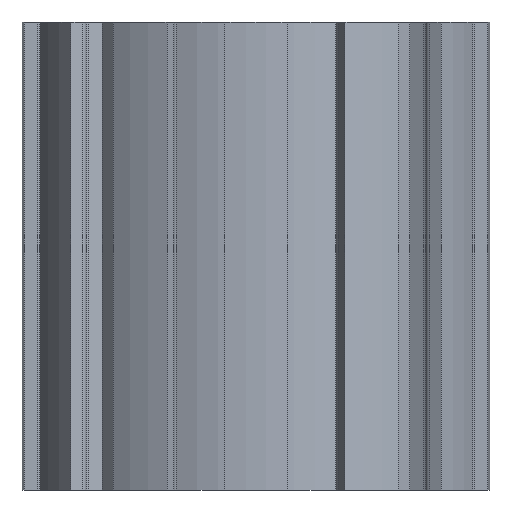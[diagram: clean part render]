
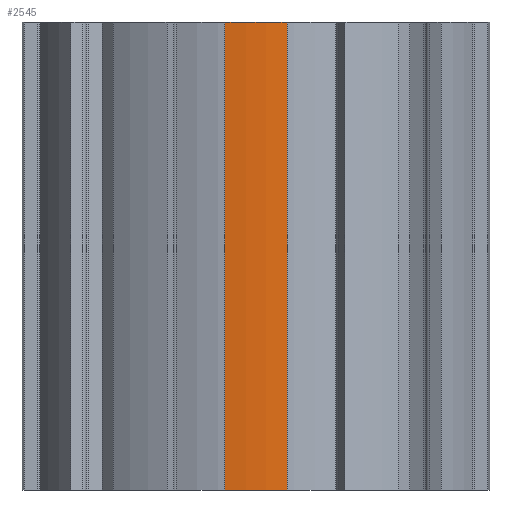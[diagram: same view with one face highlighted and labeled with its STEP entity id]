
A CAD part, front view. The second image highlights one B-rep face of the part: STEP entity #2545.
In plain terms, the highlighted cylindrical face has radius 30 mm (diameter 60 mm), a partial arc.
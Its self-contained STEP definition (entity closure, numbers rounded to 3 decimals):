
#121=LINE('',#4140,#346);
#124=LINE('',#4146,#349);
#346=VECTOR('',#3338,10.);
#349=VECTOR('',#3343,10.);
#504=CYLINDRICAL_SURFACE('',#2785,30.);
#626=FACE_OUTER_BOUND('',#765,.T.);
#765=EDGE_LOOP('',(#1907,#1908,#1909,#1910));
#926=CIRCLE('',#2786,30.);
#927=CIRCLE('',#2787,30.);
#1134=VERTEX_POINT('',#4138);
#1135=VERTEX_POINT('',#4139);
#1136=VERTEX_POINT('',#4144);
#1137=VERTEX_POINT('',#4145);
#1452=EDGE_CURVE('',#1134,#1135,#121,.T.);
#1455=EDGE_CURVE('',#1136,#1137,#124,.T.);
#1456=EDGE_CURVE('',#1136,#1134,#926,.T.);
#1457=EDGE_CURVE('',#1137,#1135,#927,.T.);
#1907=ORIENTED_EDGE('',*,*,#1455,.F.);
#1908=ORIENTED_EDGE('',*,*,#1456,.T.);
#1909=ORIENTED_EDGE('',*,*,#1452,.T.);
#1910=ORIENTED_EDGE('',*,*,#1457,.F.);
#2545=ADVANCED_FACE('',(#626),#504,.T.);
#2785=AXIS2_PLACEMENT_3D('',#4143,#3341,#3342);
#2786=AXIS2_PLACEMENT_3D('',#4147,#3344,#3345);
#2787=AXIS2_PLACEMENT_3D('',#4148,#3346,#3347);
#3338=DIRECTION('',(0.,0.,1.));
#3341=DIRECTION('center_axis',(0.,0.,1.));
#3342=DIRECTION('ref_axis',(-0.133,-0.991,0.));
#3343=DIRECTION('',(0.,0.,1.));
#3344=DIRECTION('center_axis',(0.,0.,1.));
#3345=DIRECTION('ref_axis',(-0.133,-0.991,0.));
#3346=DIRECTION('center_axis',(0.,0.,1.));
#3347=DIRECTION('ref_axis',(-0.133,-0.991,0.));
#4138=CARTESIAN_POINT('',(3.645,-29.377,0.));
#4139=CARTESIAN_POINT('',(3.645,-29.377,60.));
#4140=CARTESIAN_POINT('',(3.645,-29.377,0.));
#4143=CARTESIAN_POINT('Origin',(-0.355,0.355,0.));
#4144=CARTESIAN_POINT('',(-4.355,-29.377,0.));
#4145=CARTESIAN_POINT('',(-4.355,-29.377,60.));
#4146=CARTESIAN_POINT('',(-4.355,-29.377,0.));
#4147=CARTESIAN_POINT('Origin',(-0.355,0.355,0.));
#4148=CARTESIAN_POINT('Origin',(-0.355,0.355,60.));
